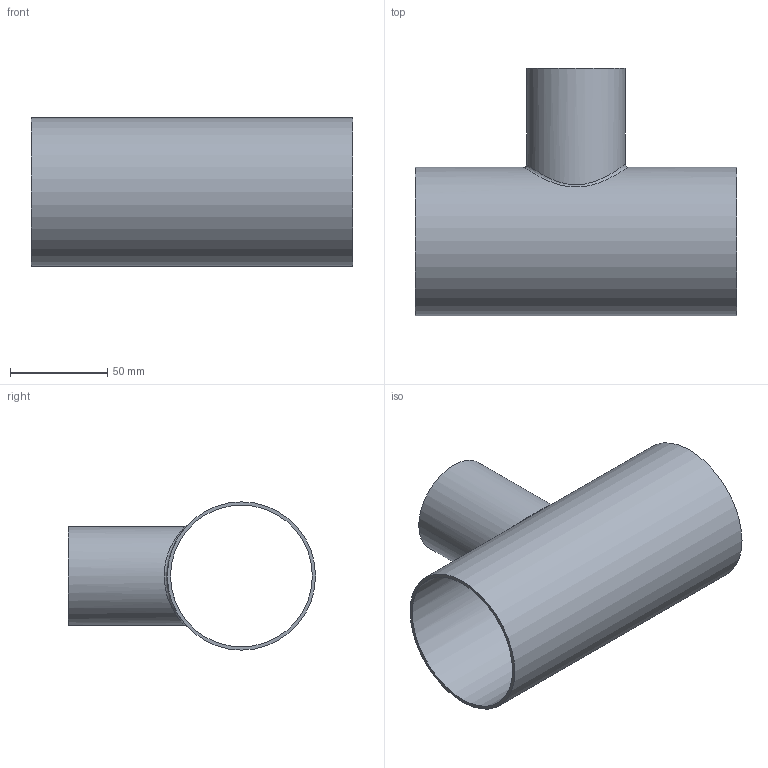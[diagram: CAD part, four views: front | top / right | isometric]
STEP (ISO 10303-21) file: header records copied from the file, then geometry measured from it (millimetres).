
FILE_DESCRIPTION(/* description */ (''),/* implementation_level */ '2;1');
FILE_NAME(/* name */ '7RW-3X2.stp',/* time_stamp */ '2022-05-09T15:52:31-04:00',/* author */ ('ken'),/* organization */ (''),/* preprocessor_version */ 'ST-DEVELOPER v18.1',/* originating_system */ 'Autodesk Inventor 2020',/* authorisation */ '');
FILE_SCHEMA (('AUTOMOTIVE_DESIGN { 1 0 10303 214 3 1 1 }'));
Length unit declared in the file: inch
Products named in the file (1): 7RW-3X2
Bounding box: 165.1 x 127 x 76.2 mm (x, y, z)
Volume: 74822.8 mm3; surface area: 91572.5 mm2
Topology: 1 solids, 1 shells, 8 faces, 20 edges, 15 vertices
Faces by surface type: cylinder 4, plane 3, bspline 1
Full cylindrical faces by diameter (mm): 47.498 x1, 50.8 x1, 72.898 x1, 76.2 x1
Entity records: 543 total; most frequent: CARTESIAN_POINT 287, DIRECTION 43, ORIENTED_EDGE 42, EDGE_CURVE 21, AXIS2_PLACEMENT_3D 19, VERTEX_POINT 16, EDGE_LOOP 13, CIRCLE 11
